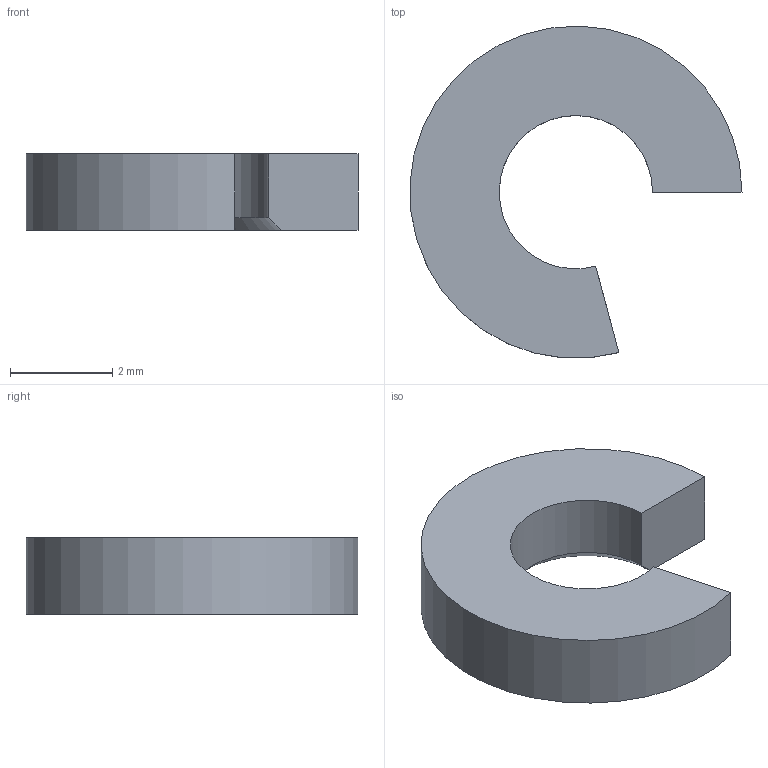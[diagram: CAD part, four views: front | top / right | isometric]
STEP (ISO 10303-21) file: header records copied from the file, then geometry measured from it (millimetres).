
FILE_DESCRIPTION(('FreeCAD Model'),'2;1');
FILE_NAME( 'cring.step', '2014-12-12T09:48:28',('FreeCAD'),('FreeCAD'), 'Open CASCADE STEP processor 6.5','FreeCAD','Unknown');
FILE_SCHEMA(('AUTOMOTIVE_DESIGN_CC2 { 1 2 10303 214 -1 1 5 4 }'));
Length unit declared in the file: millimetre
Products named in the file (1): cring-Chamfer
Bounding box: 6.5 x 6.49 x 1.5 mm (x, y, z)
Volume: 30.8 mm3; surface area: 80.9 mm2
Topology: 1 solids, 1 shells, 8 faces, 19 edges, 13 vertices
Faces by surface type: plane 4, cylinder 2, cone 2
Entity records: 499 total; most frequent: CARTESIAN_POINT 97, DIRECTION 71, ORIENTED_EDGE 38, PCURVE 38, DEFINITIONAL_REPRESENTATION 38, LINE 33, VECTOR 33, EDGE_CURVE 19
